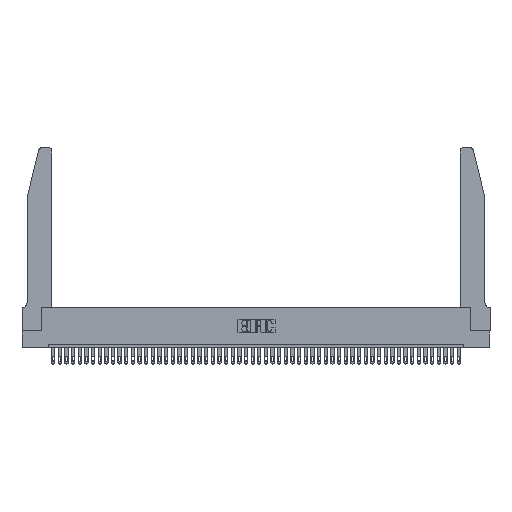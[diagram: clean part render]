
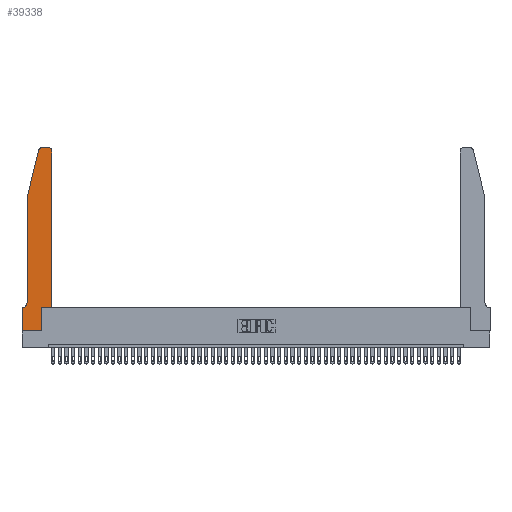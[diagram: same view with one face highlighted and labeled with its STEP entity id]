
A CAD part, top view. The second image highlights one B-rep face of the part: STEP entity #39338.
In plain terms, the highlighted planar face has unit normal (0, 0, 1).
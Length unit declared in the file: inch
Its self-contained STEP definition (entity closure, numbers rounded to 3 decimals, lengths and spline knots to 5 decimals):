
#386 = FACE_OUTER_BOUND ( 'NONE', #7749, .T. ) ;
#432 = CARTESIAN_POINT ( 'NONE',  ( 0., 0., 0.37 ) ) ;
#907 = ORIENTED_EDGE ( 'NONE', *, *, #21935, .T. ) ;
#958 = VERTEX_POINT ( 'NONE', #47576 ) ;
#1394 = DIRECTION ( 'NONE',  ( -1., 0., 0. ) ) ;
#1512 = ORIENTED_EDGE ( 'NONE', *, *, #13466, .T. ) ;
#1824 = VERTEX_POINT ( 'NONE', #7138 ) ;
#1898 = DIRECTION ( 'NONE',  ( 0., 0., 1. ) ) ;
#2609 = VERTEX_POINT ( 'NONE', #11251 ) ;
#3860 = LINE ( 'NONE', #9456, #18612 ) ;
#3872 = CIRCLE ( 'NONE', #45811, 0.07 ) ;
#4564 = CARTESIAN_POINT ( 'NONE',  ( 0.284, 2.72, 0.37 ) ) ;
#5287 = PLANE ( 'NONE',  #27714 ) ;
#5404 = VERTEX_POINT ( 'NONE', #27969 ) ;
#5630 = DIRECTION ( 'NONE',  ( 0., 0., 1. ) ) ;
#6440 = EDGE_CURVE ( 'NONE', #5404, #33052, #3860, .T. ) ;
#6799 = EDGE_CURVE ( 'NONE', #958, #16492, #38498, .T. ) ;
#7075 = EDGE_CURVE ( 'NONE', #14035, #15338, #14515, .T. ) ;
#7138 = CARTESIAN_POINT ( 'NONE',  ( 0.25487, 2.72718, 0.37 ) ) ;
#7419 = ORIENTED_EDGE ( 'NONE', *, *, #29042, .T. ) ;
#7480 = EDGE_CURVE ( 'NONE', #1824, #14035, #43879, .T. ) ;
#7749 = EDGE_LOOP ( 'NONE', ( #7419, #22650, #18679, #26568, #11140, #29320, #33281, #1512, #25426, #907, #18535, #14878 ) ) ;
#8956 = CARTESIAN_POINT ( 'NONE',  ( 0.4205, 2.72, 0.37 ) ) ;
#9456 = CARTESIAN_POINT ( 'NONE',  ( 0.0755, 0.35, 0.37 ) ) ;
#9590 = DIRECTION ( 'NONE',  ( -1., 0., 0. ) ) ;
#9696 = CARTESIAN_POINT ( 'NONE',  ( 0., 0., 0.37 ) ) ;
#11140 = ORIENTED_EDGE ( 'NONE', *, *, #30094, .T. ) ;
#11146 = DIRECTION ( 'NONE',  ( 1., 0., 0. ) ) ;
#11174 = DIRECTION ( 'NONE',  ( -0.239, -0.971, 0. ) ) ;
#11190 = VECTOR ( 'NONE', #33791, 39.37008 ) ;
#11251 = CARTESIAN_POINT ( 'NONE',  ( 0.4505, 0.35, 0.37 ) ) ;
#12088 = LINE ( 'NONE', #32990, #19247 ) ;
#12646 = AXIS2_PLACEMENT_3D ( 'NONE', #4564, #31358, #46278 ) ;
#12753 = CARTESIAN_POINT ( 'NONE',  ( 0.0755, 0.42, 0.37 ) ) ;
#13466 = EDGE_CURVE ( 'NONE', #30809, #958, #17510, .T. ) ;
#13491 = DIRECTION ( 'NONE',  ( -1., 0., 0. ) ) ;
#13616 = EDGE_CURVE ( 'NONE', #15486, #1824, #19807, .T. ) ;
#14035 = VERTEX_POINT ( 'NONE', #42889 ) ;
#14515 = LINE ( 'NONE', #16758, #40390 ) ;
#14878 = ORIENTED_EDGE ( 'NONE', *, *, #41825, .T. ) ;
#15338 = VERTEX_POINT ( 'NONE', #12753 ) ;
#15486 = VERTEX_POINT ( 'NONE', #47751 ) ;
#15515 = EDGE_CURVE ( 'NONE', #33052, #30809, #23788, .T. ) ;
#16492 = VERTEX_POINT ( 'NONE', #35738 ) ;
#16504 = DIRECTION ( 'NONE',  ( 0., -1., 0. ) ) ;
#16758 = CARTESIAN_POINT ( 'NONE',  ( 0.0755, 2., 0.37 ) ) ;
#17358 = CARTESIAN_POINT ( 'NONE',  ( 0.0055, 0.42, 0.37 ) ) ;
#17510 = LINE ( 'NONE', #432, #46241 ) ;
#18535 = ORIENTED_EDGE ( 'NONE', *, *, #27318, .T. ) ;
#18594 = CARTESIAN_POINT ( 'NONE',  ( 0.4505, 2.72, 0.37 ) ) ;
#18612 = VECTOR ( 'NONE', #1394, 39.37008 ) ;
#18679 = ORIENTED_EDGE ( 'NONE', *, *, #7480, .T. ) ;
#19247 = VECTOR ( 'NONE', #26469, 39.37008 ) ;
#19807 = CIRCLE ( 'NONE', #12646, 0.03 ) ;
#20329 = VECTOR ( 'NONE', #11174, 39.37008 ) ;
#21935 = EDGE_CURVE ( 'NONE', #16492, #2609, #12088, .T. ) ;
#22650 = ORIENTED_EDGE ( 'NONE', *, *, #13616, .T. ) ;
#23788 = LINE ( 'NONE', #31308, #48489 ) ;
#25229 = LINE ( 'NONE', #36033, #39280 ) ;
#25426 = ORIENTED_EDGE ( 'NONE', *, *, #6799, .T. ) ;
#26469 = DIRECTION ( 'NONE',  ( 1., 0., 0. ) ) ;
#26568 = ORIENTED_EDGE ( 'NONE', *, *, #7075, .T. ) ;
#27318 = EDGE_CURVE ( 'NONE', #2609, #32342, #41179, .T. ) ;
#27714 = AXIS2_PLACEMENT_3D ( 'NONE', #43067, #5630, #35725 ) ;
#27969 = CARTESIAN_POINT ( 'NONE',  ( 0.0055, 0.35, 0.37 ) ) ;
#28541 = VECTOR ( 'NONE', #28799, 39.37008 ) ;
#28799 = DIRECTION ( 'NONE',  ( 0., 1., 0. ) ) ;
#29042 = EDGE_CURVE ( 'NONE', #45992, #15486, #25229, .T. ) ;
#29320 = ORIENTED_EDGE ( 'NONE', *, *, #6440, .T. ) ;
#30094 = EDGE_CURVE ( 'NONE', #15338, #5404, #3872, .T. ) ;
#30218 = CIRCLE ( 'NONE', #44825, 0.03 ) ;
#30809 = VERTEX_POINT ( 'NONE', #9696 ) ;
#31308 = CARTESIAN_POINT ( 'NONE',  ( 0., 0., 0.37 ) ) ;
#31358 = DIRECTION ( 'NONE',  ( 0., 0., 1. ) ) ;
#32028 = DIRECTION ( 'NONE',  ( 1., 0., 0. ) ) ;
#32342 = VERTEX_POINT ( 'NONE', #18594 ) ;
#32990 = CARTESIAN_POINT ( 'NONE',  ( 0.4505, 0.35, 0.37 ) ) ;
#33052 = VERTEX_POINT ( 'NONE', #37599 ) ;
#33281 = ORIENTED_EDGE ( 'NONE', *, *, #15515, .T. ) ;
#33791 = DIRECTION ( 'NONE',  ( 0., 1., 0. ) ) ;
#35725 = DIRECTION ( 'NONE',  ( 1., 0., 0. ) ) ;
#35738 = CARTESIAN_POINT ( 'NONE',  ( 0.2865, 0.35, 0.37 ) ) ;
#36033 = CARTESIAN_POINT ( 'NONE',  ( 0.2605, 2.75, 0.37 ) ) ;
#37599 = CARTESIAN_POINT ( 'NONE',  ( 0., 0.35, 0.37 ) ) ;
#38498 = LINE ( 'NONE', #39791, #28541 ) ;
#39280 = VECTOR ( 'NONE', #13491, 39.37008 ) ;
#39338 = ADVANCED_FACE ( 'NONE', ( #386 ), #5287, .T. ) ;
#39791 = CARTESIAN_POINT ( 'NONE',  ( 0.2865, 0.35, 0.37 ) ) ;
#40390 = VECTOR ( 'NONE', #42771, 39.37008 ) ;
#41179 = LINE ( 'NONE', #44271, #11190 ) ;
#41825 = EDGE_CURVE ( 'NONE', #32342, #45992, #30218, .T. ) ;
#42771 = DIRECTION ( 'NONE',  ( 0., -1., 0. ) ) ;
#42889 = CARTESIAN_POINT ( 'NONE',  ( 0.0755, 2., 0.37 ) ) ;
#43067 = CARTESIAN_POINT ( 'NONE',  ( 0., 0.35, 0.37 ) ) ;
#43634 = DIRECTION ( 'NONE',  ( 0., 0., -1. ) ) ;
#43879 = LINE ( 'NONE', #48149, #20329 ) ;
#44271 = CARTESIAN_POINT ( 'NONE',  ( 0.4505, 0.35, 0.37 ) ) ;
#44825 = AXIS2_PLACEMENT_3D ( 'NONE', #8956, #1898, #32028 ) ;
#45811 = AXIS2_PLACEMENT_3D ( 'NONE', #17358, #43634, #9590 ) ;
#45992 = VERTEX_POINT ( 'NONE', #47541 ) ;
#46241 = VECTOR ( 'NONE', #11146, 39.37008 ) ;
#46278 = DIRECTION ( 'NONE',  ( 1., 0., 0. ) ) ;
#47541 = CARTESIAN_POINT ( 'NONE',  ( 0.4205, 2.75, 0.37 ) ) ;
#47576 = CARTESIAN_POINT ( 'NONE',  ( 0.2865, 0., 0.37 ) ) ;
#47751 = CARTESIAN_POINT ( 'NONE',  ( 0.284, 2.75, 0.37 ) ) ;
#48149 = CARTESIAN_POINT ( 'NONE',  ( 0.0755, 2., 0.37 ) ) ;
#48489 = VECTOR ( 'NONE', #16504, 39.37008 ) ;
